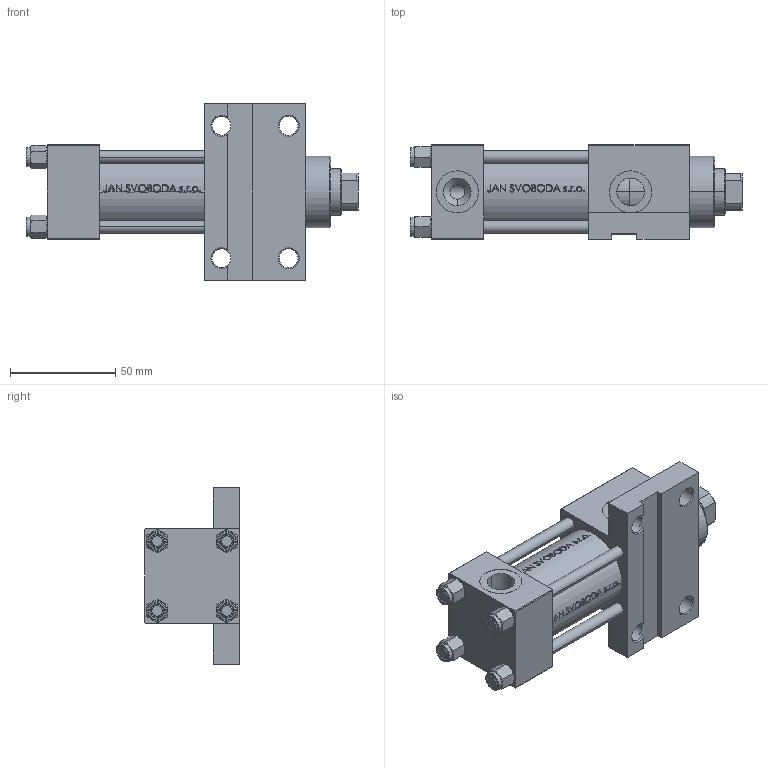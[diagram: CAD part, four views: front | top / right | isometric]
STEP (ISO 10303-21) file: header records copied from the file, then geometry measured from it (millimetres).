
FILE_DESCRIPTION (( 'STEP AP203' ), '1' );
FILE_NAME ('e332.STEP', '2022-04-15T09:01:33', ( '' ), ( '' ), 'SwSTEP 2.0', 'SolidWorks 2019', '' );
FILE_SCHEMA (( 'CONFIG_CONTROL_DESIGN' ));
Length unit declared in the file: millimetre
Products named in the file (6): e332; V215CR_F_Body 940439a5023a2f2865fb9ead6a8b73ec; V215CR_F_TYCINKA 940439a5023a2f2865fb9ead6a8b73ec; V215_VC_A 940439a5023a2f2865fb9ead6a8b73ec; V215CR_VCP_F 940439a5023a2f2865fb9ead6a8b73ec; NUT_M5_F 940439a5023a2f2865fb9ead6a8b73ec
Assembly tree (11 placements, depth 2):
  e332
    V215CR_F_Body 940439a5023a2f2865fb9ead6a8b73ec
    V215CR_VCP_F 940439a5023a2f2865fb9ead6a8b73ec
    V215CR_F_TYCINKA 940439a5023a2f2865fb9ead6a8b73ec  x4
    NUT_M5_F 940439a5023a2f2865fb9ead6a8b73ec  x4
    V215_VC_A 940439a5023a2f2865fb9ead6a8b73ec
Bounding box: 158 x 45 x 84 mm (x, y, z)
Volume: 228085.3 mm3; surface area: 77029.4 mm2
Topology: 11 solids, 11 shells, 1116 faces, 2823 edges, 1811 vertices
Faces by surface type: plane 439, bspline 380, cone 152, cylinder 137, torus 8
Entity records: 48301 total; most frequent: CARTESIAN_POINT 26023, ORIENTED_EDGE 5138, DIRECTION 3197, EDGE_CURVE 2569, VERTEX_POINT 1667, LINE 1327, VECTOR 1327, EDGE_LOOP 1098
